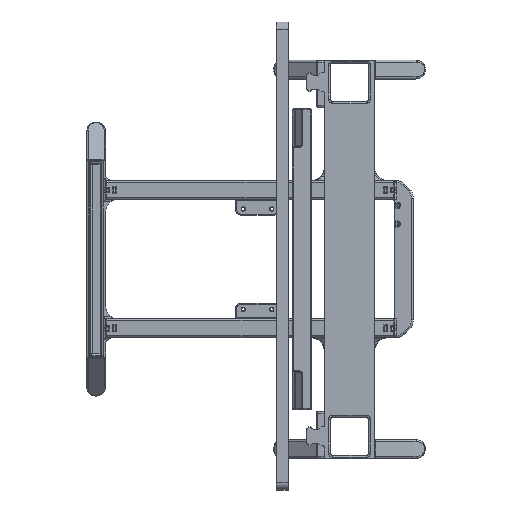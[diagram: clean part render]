
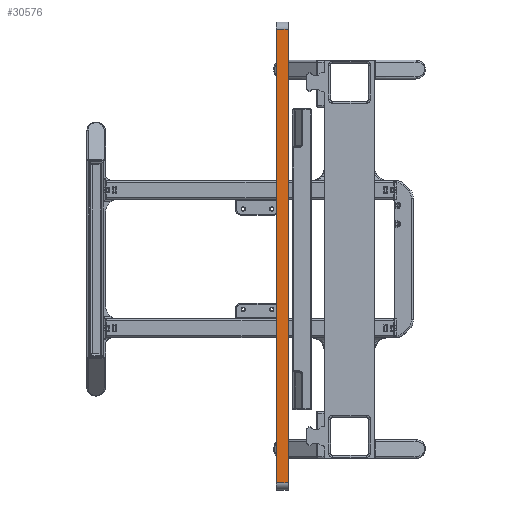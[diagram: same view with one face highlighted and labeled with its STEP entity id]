
A CAD part, left-side view. The second image highlights one B-rep face of the part: STEP entity #30576.
In plain terms, the highlighted planar face has unit normal (-1, 0, 0).
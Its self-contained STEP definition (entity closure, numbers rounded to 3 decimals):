
#1510=PLANE('',#34035);
#3474=FACE_OUTER_BOUND('',#5420,.T.);
#5420=EDGE_LOOP('',(#26777,#26778,#26779,#26780));
#7558=LINE('',#59636,#9760);
#7568=LINE('',#59664,#9770);
#7572=LINE('',#59677,#9774);
#7573=LINE('',#59679,#9775);
#9760=VECTOR('',#42661,0.394);
#9770=VECTOR('',#42687,0.394);
#9774=VECTOR('',#42703,0.394);
#9775=VECTOR('',#42706,0.394);
#14092=VERTEX_POINT('',#59633);
#14093=VERTEX_POINT('',#59635);
#14103=VERTEX_POINT('',#59662);
#14106=VERTEX_POINT('',#59675);
#18356=EDGE_CURVE('',#14092,#14093,#7558,.T.);
#18370=EDGE_CURVE('',#14092,#14103,#7568,.T.);
#18377=EDGE_CURVE('',#14103,#14106,#7572,.T.);
#18378=EDGE_CURVE('',#14106,#14093,#7573,.T.);
#26777=ORIENTED_EDGE('',*,*,#18370,.T.);
#26778=ORIENTED_EDGE('',*,*,#18377,.T.);
#26779=ORIENTED_EDGE('',*,*,#18378,.T.);
#26780=ORIENTED_EDGE('',*,*,#18356,.F.);
#30576=ADVANCED_FACE('',(#3474),#1510,.T.);
#34035=AXIS2_PLACEMENT_3D('',#59678,#42704,#42705);
#42661=DIRECTION('',(0.,-1.,0.));
#42687=DIRECTION('',(0.,0.,-1.));
#42703=DIRECTION('',(0.,-1.,0.));
#42704=DIRECTION('center_axis',(-1.,0.,0.));
#42705=DIRECTION('ref_axis',(0.,0.,
-1.));
#42706=DIRECTION('',(0.,0.,1.));
#59633=CARTESIAN_POINT('',(-0.721,4.433,-1.222));
#59635=CARTESIAN_POINT('',(-0.721,3.961,-1.222));
#59636=CARTESIAN_POINT('',(-0.721,4.433,-1.222));
#59662=CARTESIAN_POINT('',(-0.721,4.433,-19.141));
#59664=CARTESIAN_POINT('',(-0.721,4.433,-1.222));
#59675=CARTESIAN_POINT('',(-0.721,3.961,-19.141));
#59677=CARTESIAN_POINT('',(-0.721,4.433,-19.141));
#59678=CARTESIAN_POINT('Origin',(-0.721,4.433,-2.472));
#59679=CARTESIAN_POINT('',(-0.721,3.961,-10.946));
